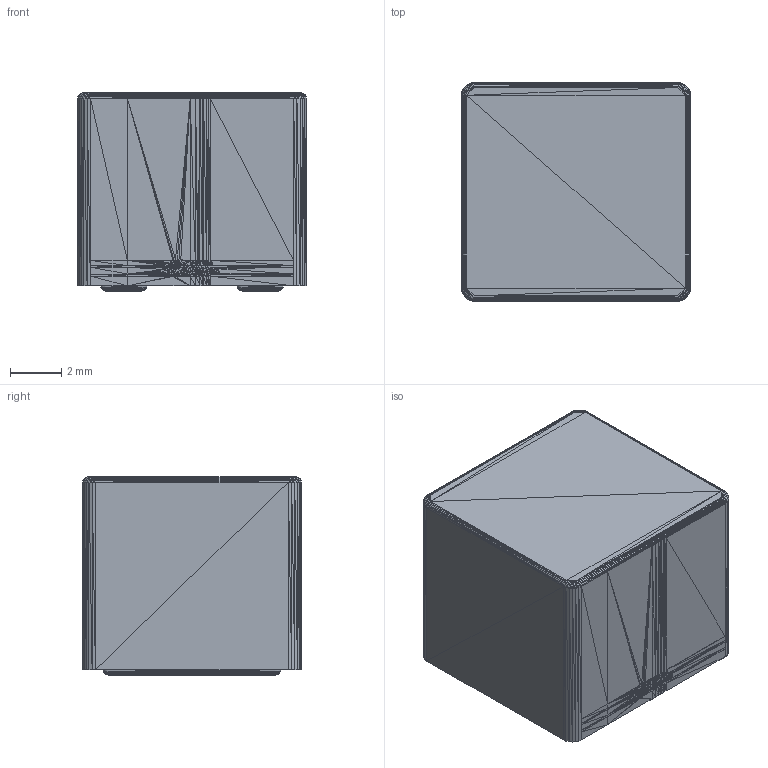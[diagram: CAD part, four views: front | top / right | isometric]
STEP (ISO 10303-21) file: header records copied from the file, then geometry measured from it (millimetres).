
FILE_DESCRIPTION(('LCKiConverter Model lckicad.xtoolbox.org','uuid: Std:d331fbc4b4c44924849d035e58e74329'),'2;1');
FILE_NAME('IND-SMD_L8.9-W8.5.step','2025-06-11T07:27:55.806Z',('LCEDA'),( ''),'LCKiConverter','LCKiConverter','');
FILE_SCHEMA(('AUTOMOTIVE_DESIGN { 1 0 10303 214 1 1 1 1 }'));
Products named in the file (1): IND-SMD_L8.9-W8.5
Bounding box: 8.9 x 8.51 x 7.7 mm (x, y, z)
Surface area: 406.4 mm2 (no closed solid volume)
Topology: 0 solids, 1 shells, 3414 faces, 5134 edges, 1719 vertices
Faces by surface type: plane 3414
Entity records: 70116 total; most frequent: DIRECTION 11964, CARTESIAN_POINT 10268, ORIENTED_EDGE 10242, EDGE_CURVE 5134, LINE 5134, VECTOR 5134, AXIS2_PLACEMENT_3D 3415, ADVANCED_FACE 3414
